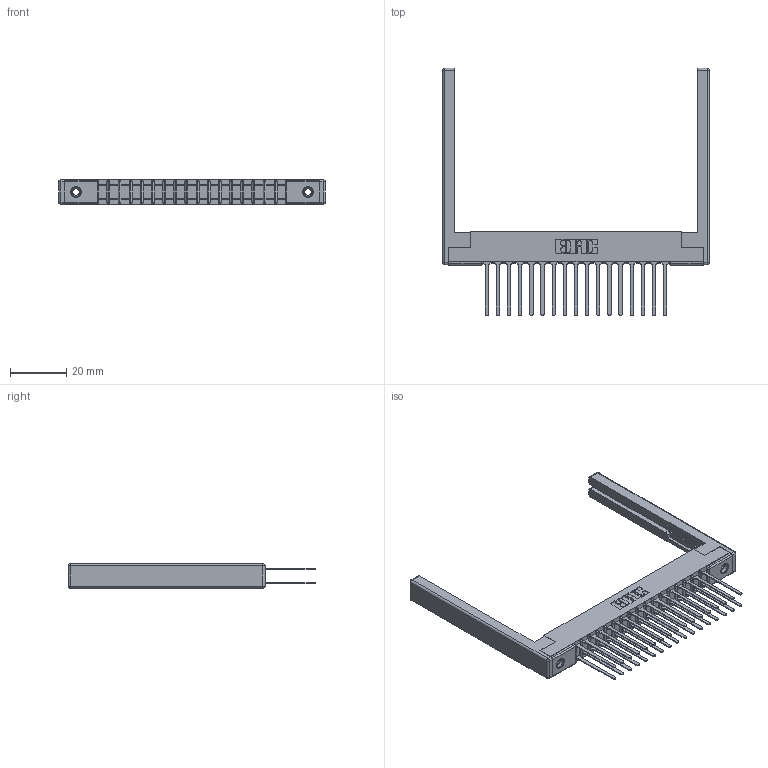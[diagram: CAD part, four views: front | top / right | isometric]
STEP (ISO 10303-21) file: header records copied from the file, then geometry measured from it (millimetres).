
FILE_DESCRIPTION (( 'STEP AP203' ), '1' );
FILE_NAME ('357-034-540-268.STEP', '2019-09-18T02:23:48', ( '' ), ( '' ), 'SwSTEP 2.0', 'SolidWorks 2016', '' );
FILE_SCHEMA (( 'CONFIG_CONTROL_DESIGN' ));
Length unit declared in the file: inch
Products named in the file (5): 357-034-540-268; 307-290-001_540; 307 Part_.156 Dia Mounting Holes; 307-220-068; 345-250-001_345-250-001-102
Assembly tree (39 placements, depth 2):
  357-034-540-268
    307 Part_.156 Dia Mounting Holes
    307-290-001_540  x34
    307-220-068  x2
    345-250-001_345-250-001-102  x2
Bounding box: 94.79 x 87.96 x 8.71 mm (x, y, z)
Volume: 10952.3 mm3; surface area: 16154.3 mm2
Topology: 39 solids, 39 shells, 1854 faces, 5133 edges, 3306 vertices
Faces by surface type: plane 1212, cylinder 582, sphere 44, cone 12, torus 4
Entity records: 20927 total; most frequent: CARTESIAN_POINT 3406, ORIENTED_EDGE 3364, DIRECTION 3362, EDGE_CURVE 1682, LINE 1278, VECTOR 1278, VERTEX_POINT 1086, AXIS2_PLACEMENT_3D 1042
